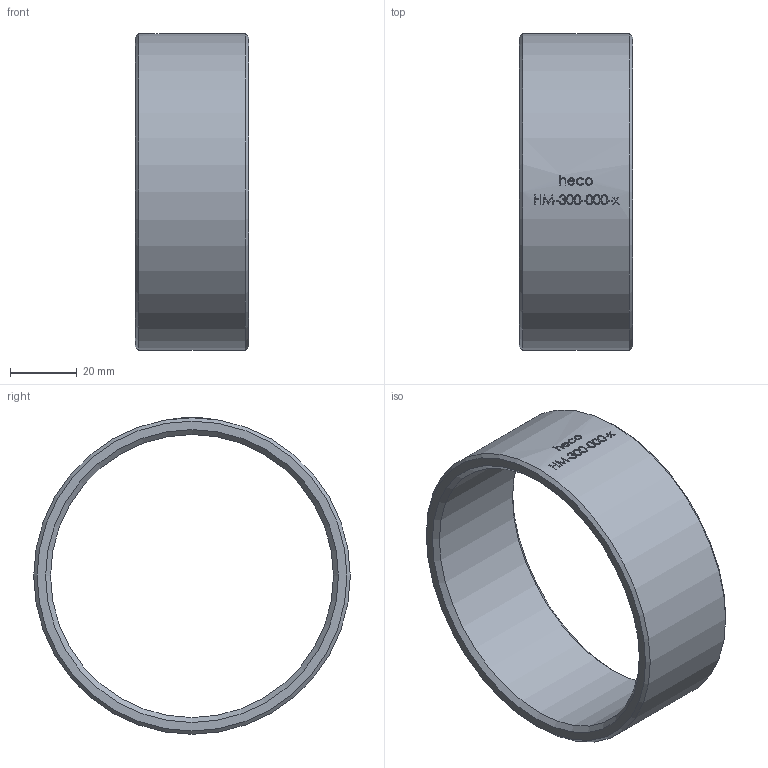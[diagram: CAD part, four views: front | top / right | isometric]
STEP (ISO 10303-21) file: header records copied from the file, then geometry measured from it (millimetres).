
FILE_DESCRIPTION (( 'STEP AP214' ), '1' );
FILE_NAME ('HM-300-000-x halbe Muffe 2305.STEP', '2023-05-05T09:38:07', ( '' ), ( '' ), 'SwSTEP 2.0', 'SolidWorks 2019', '' );
FILE_SCHEMA (( 'AUTOMOTIVE_DESIGN' ));
Length unit declared in the file: millimetre
Products named in the file (1): HM-300-000-x halbe Muffe 2305
Bounding box: 34 x 95 x 95.03 mm (x, y, z)
Volume: 47516.3 mm3; surface area: 21263.9 mm2
Topology: 1 solids, 1 shells, 190 faces, 491 edges, 326 vertices
Faces by surface type: bspline 94, plane 67, cylinder 25, cone 4
Full cylindrical faces by diameter (mm): 84.926 x1, 95 x1
Entity records: 10826 total; most frequent: CARTESIAN_POINT 4922, ORIENTED_EDGE 970, DIRECTION 497, EDGE_CURVE 485, VERTEX_POINT 326, B_SPLINE_CURVE_WITH_KNOTS 226, EDGE_LOOP 221, VECTOR 215
